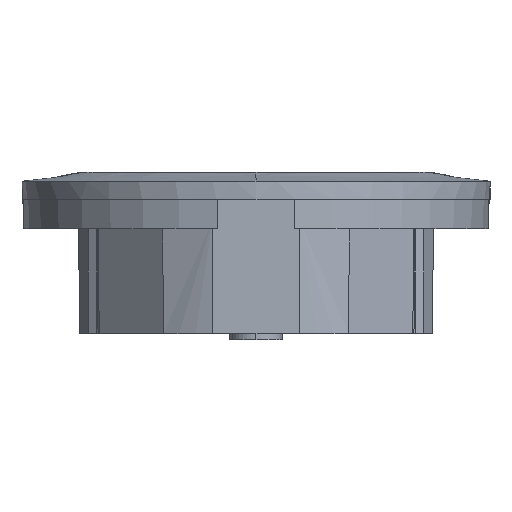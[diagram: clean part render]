
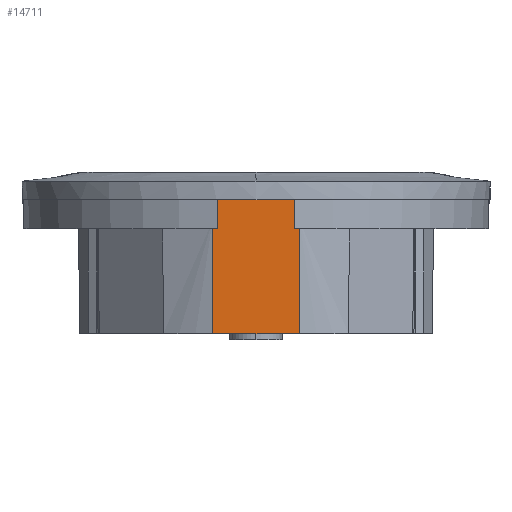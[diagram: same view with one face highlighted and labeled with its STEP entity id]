
A CAD part, left-side view. The second image highlights one B-rep face of the part: STEP entity #14711.
In plain terms, the highlighted planar face has unit normal (-1, 0, -0.009).
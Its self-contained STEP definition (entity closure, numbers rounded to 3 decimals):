
#14670=AXIS2_PLACEMENT_3D('Plane Axis2P3D',#14667,#14668,#14669) ;
#11316=CARTESIAN_POINT('Vertex',(-16.68,4.929,7.234)) ;
#11320=CARTESIAN_POINT('Control Point',(-16.68,4.929,7.234)) ;
#11321=CARTESIAN_POINT('Control Point',(-16.68,3.69,7.266)) ;
#11322=CARTESIAN_POINT('Control Point',(-16.68,2.462,7.278)) ;
#11323=CARTESIAN_POINT('Control Point',(-16.68,1.227,7.283)) ;
#11324=CARTESIAN_POINT('Control Point',(-16.68,0.,7.283)) ;
#11325=CARTESIAN_POINT('Vertex',(-16.68,0.,7.283)) ;
#14642=CARTESIAN_POINT('Vertex',(-16.539,4.912,-8.95)) ;
#14646=CARTESIAN_POINT('Control Point',(-16.65,4.926,3.8)) ;
#14647=CARTESIAN_POINT('Control Point',(-16.613,4.921,-0.45)) ;
#14648=CARTESIAN_POINT('Control Point',(-16.576,4.917,-4.7)) ;
#14649=CARTESIAN_POINT('Control Point',(-16.539,4.912,-8.95)) ;
#14650=CARTESIAN_POINT('Vertex',(-16.65,4.926,3.8)) ;
#14654=CARTESIAN_POINT('Control Point',(-16.68,4.929,7.234)) ;
#14655=CARTESIAN_POINT('Control Point',(-16.67,4.928,6.089)) ;
#14656=CARTESIAN_POINT('Control Point',(-16.66,4.927,4.945)) ;
#14657=CARTESIAN_POINT('Control Point',(-16.65,4.926,3.8)) ;
#14667=CARTESIAN_POINT('Axis2P3D Location',(-16.65,0.,3.8)) ;
#14673=CARTESIAN_POINT('Control Point',(-16.68,-4.929,7.234)) ;
#14674=CARTESIAN_POINT('Control Point',(-16.68,-3.69,7.266)) ;
#14675=CARTESIAN_POINT('Control Point',(-16.68,-2.462,7.278)) ;
#14676=CARTESIAN_POINT('Control Point',(-16.68,-1.227,7.283)) ;
#14677=CARTESIAN_POINT('Control Point',(-16.68,0.,7.283)) ;
#14678=CARTESIAN_POINT('Vertex',(-16.68,-4.929,7.234)) ;
#14681=CARTESIAN_POINT('Line Origine',(-16.539,0.,-8.95)) ;
#14685=CARTESIAN_POINT('Vertex',(-16.539,-4.912,-8.95)) ;
#14689=CARTESIAN_POINT('Control Point',(-16.539,-4.912,-8.95)) ;
#14690=CARTESIAN_POINT('Control Point',(-16.576,-4.917,-4.7)) ;
#14691=CARTESIAN_POINT('Control Point',(-16.613,-4.921,-0.45)) ;
#14692=CARTESIAN_POINT('Control Point',(-16.65,-4.926,3.8)) ;
#14693=CARTESIAN_POINT('Vertex',(-16.65,-4.926,3.8)) ;
#14697=CARTESIAN_POINT('Control Point',(-16.65,-4.926,3.8)) ;
#14698=CARTESIAN_POINT('Control Point',(-16.66,-4.927,4.945)) ;
#14699=CARTESIAN_POINT('Control Point',(-16.67,-4.928,6.089)) ;
#14700=CARTESIAN_POINT('Control Point',(-16.68,-4.929,7.234)) ;
#14668=DIRECTION('Axis2P3D Direction',(1.,-0.,0.009)) ;
#14669=DIRECTION('Axis2P3D XDirection',(0.,1.,0.)) ;
#14682=DIRECTION('Vector Direction',(0.,1.,0.)) ;
#14683=VECTOR('Line Direction',#14682,1.) ;
#14703=ORIENTED_EDGE('',*,*,#14680,.T.) ;
#14704=ORIENTED_EDGE('',*,*,#11327,.F.) ;
#14705=ORIENTED_EDGE('',*,*,#14658,.F.) ;
#14706=ORIENTED_EDGE('',*,*,#14652,.F.) ;
#14707=ORIENTED_EDGE('',*,*,#14687,.F.) ;
#14708=ORIENTED_EDGE('',*,*,#14695,.F.) ;
#14709=ORIENTED_EDGE('',*,*,#14701,.F.) ;
#14711=ADVANCED_FACE('ED04532_A.1\\enjoliveur',(#14710),#14671,.F.) ;
#11319=B_SPLINE_CURVE_WITH_KNOTS('',4,(#11320,#11321,#11322,#11323,#11324),.UNSPECIFIED.,.F.,.U.,(5,5),(0.005,7.73),.UNSPECIFIED.) ;
#14645=B_SPLINE_CURVE_WITH_KNOTS('',3,(#14646,#14647,#14648,#14649),.UNSPECIFIED.,.F.,.U.,(4,4),(0.,18.032),.UNSPECIFIED.) ;
#14653=B_SPLINE_CURVE_WITH_KNOTS('',3,(#14654,#14655,#14656,#14657),.UNSPECIFIED.,.F.,.U.,(4,4),(4.337,9.193),.UNSPECIFIED.) ;
#14672=B_SPLINE_CURVE_WITH_KNOTS('',4,(#14673,#14674,#14675,#14676,#14677),.UNSPECIFIED.,.F.,.U.,(5,5),(0.005,7.73),.UNSPECIFIED.) ;
#14688=B_SPLINE_CURVE_WITH_KNOTS('',3,(#14689,#14690,#14691,#14692),.UNSPECIFIED.,.F.,.U.,(4,4),(0.,18.032),.UNSPECIFIED.) ;
#14696=B_SPLINE_CURVE_WITH_KNOTS('',3,(#14697,#14698,#14699,#14700),.UNSPECIFIED.,.F.,.U.,(4,4),(0.,4.856),.UNSPECIFIED.) ;
#11327=EDGE_CURVE('',#11317,#11326,#11319,.T.) ;
#14652=EDGE_CURVE('',#14643,#14651,#14645,.F.) ;
#14658=EDGE_CURVE('',#14651,#11317,#14653,.F.) ;
#14680=EDGE_CURVE('',#14679,#11326,#14672,.T.) ;
#14687=EDGE_CURVE('',#14686,#14643,#14684,.T.) ;
#14695=EDGE_CURVE('',#14694,#14686,#14688,.F.) ;
#14701=EDGE_CURVE('',#14679,#14694,#14696,.F.) ;
#14702=EDGE_LOOP('',(#14703,#14704,#14705,#14706,#14707,#14708,#14709)) ;
#14710=FACE_OUTER_BOUND('',#14702,.T.) ;
#14684=LINE('Line',#14681,#14683) ;
#14671=PLANE('',#14670) ;
#11317=VERTEX_POINT('',#11316) ;
#11326=VERTEX_POINT('',#11325) ;
#14643=VERTEX_POINT('',#14642) ;
#14651=VERTEX_POINT('',#14650) ;
#14679=VERTEX_POINT('',#14678) ;
#14686=VERTEX_POINT('',#14685) ;
#14694=VERTEX_POINT('',#14693) ;
